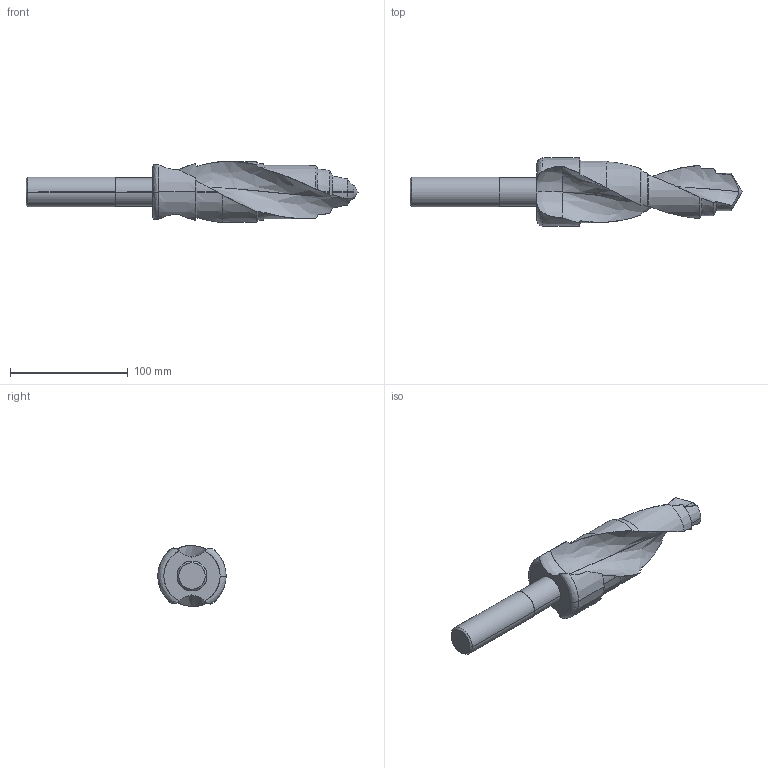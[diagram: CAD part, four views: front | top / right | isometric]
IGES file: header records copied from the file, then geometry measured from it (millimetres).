
Start section: SolidWorks IGES file using analytic representation for surfaces
Global section: file name: 994024002.IGS; native system: SolidWorks 2014; preprocessor: SolidWorks 2014; author: martinw; date: 150723.094357; units: inch
Bounding box: 282.21 x 57.95 x 51.93 mm (x, y, z)
Surface area: 37998.3 mm2 (no closed solid volume)
Topology: 0 solids, 0 shells, 54 faces, 854 edges, 852 vertices
Faces by surface type: revolution 40, bspline 14
